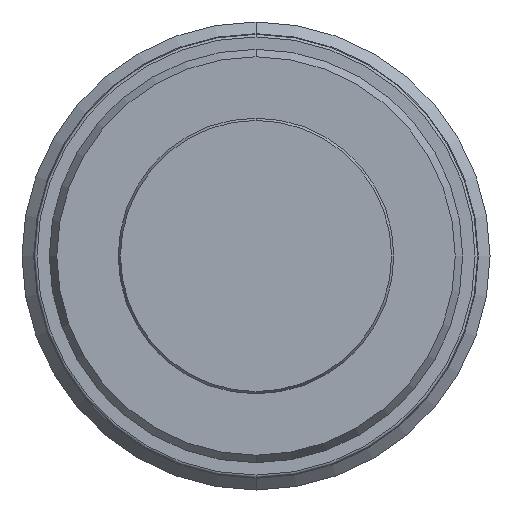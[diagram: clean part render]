
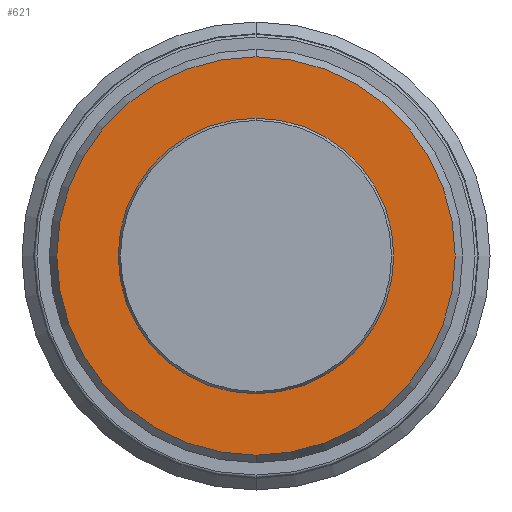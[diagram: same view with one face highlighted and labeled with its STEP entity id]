
A CAD part, front view. The second image highlights one B-rep face of the part: STEP entity #621.
In plain terms, the highlighted planar face has unit normal (0, -1, 0).
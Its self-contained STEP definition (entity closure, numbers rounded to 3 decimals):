
#486=PLANE('',#2067);
#501=FACE_BOUND('',#840,.T.);
#502=FACE_BOUND('',#841,.T.);
#621=ADVANCED_FACE('',(#501,#502),#486,.T.);
#840=EDGE_LOOP('',(#1327,#1328));
#841=EDGE_LOOP('',(#1329,#1330));
#1327=ORIENTED_EDGE('',*,*,#1641,.T.);
#1328=ORIENTED_EDGE('',*,*,#1745,.T.);
#1329=ORIENTED_EDGE('',*,*,#1643,.F.);
#1330=ORIENTED_EDGE('',*,*,#1744,.F.);
#1489=VERTEX_POINT('',#2795);
#1490=VERTEX_POINT('',#2797);
#1491=VERTEX_POINT('',#2801);
#1492=VERTEX_POINT('',#2802);
#1641=EDGE_CURVE('',#1490,#1489,#1831,.T.);
#1643=EDGE_CURVE('',#1491,#1492,#1832,.T.);
#1744=EDGE_CURVE('',#1492,#1491,#1879,.T.);
#1745=EDGE_CURVE('',#1489,#1490,#1880,.T.);
#1831=CIRCLE('',#1975,10.6);
#1832=CIRCLE('',#1977,15.323);
#1879=CIRCLE('',#2064,15.323);
#1880=CIRCLE('',#2066,10.6);
#1975=AXIS2_PLACEMENT_3D('',#2796,#2271,#2272);
#1977=AXIS2_PLACEMENT_3D('',#2800,#2276,#2277);
#2064=AXIS2_PLACEMENT_3D('',#3069,#2484,#2485);
#2066=AXIS2_PLACEMENT_3D('',#3071,#2488,#2489);
#2067=AXIS2_PLACEMENT_3D('',#3072,#2490,#2491);
#2271=DIRECTION('',(0.,1.,0.));
#2272=DIRECTION('',(0.,0.,1.));
#2276=DIRECTION('',(0.,1.,0.));
#2277=DIRECTION('',(0.,0.,1.));
#2484=DIRECTION('',(0.,1.,0.));
#2485=DIRECTION('',(0.,0.,1.));
#2488=DIRECTION('',(0.,1.,0.));
#2489=DIRECTION('',(0.,0.,1.));
#2490=DIRECTION('',(0.,-1.,0.));
#2491=DIRECTION('',(0.,0.,1.));
#2795=CARTESIAN_POINT('',(0.,-2.2,-10.6));
#2796=CARTESIAN_POINT('',(0.,-2.2,0.));
#2797=CARTESIAN_POINT('',(0.,-2.2,10.6));
#2800=CARTESIAN_POINT('',(0.,-2.2,0.));
#2801=CARTESIAN_POINT('',(0.,-2.2,15.323));
#2802=CARTESIAN_POINT('',(0.,-2.2,-15.323));
#3069=CARTESIAN_POINT('',(0.,-2.2,0.));
#3071=CARTESIAN_POINT('',(0.,-2.2,0.));
#3072=CARTESIAN_POINT('',(10.6,-2.2,0.));
